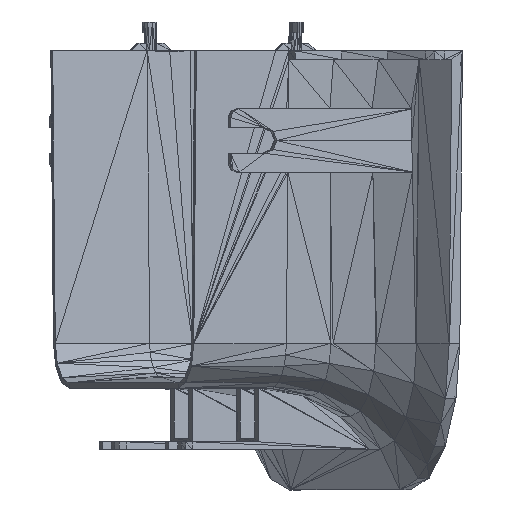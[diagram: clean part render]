
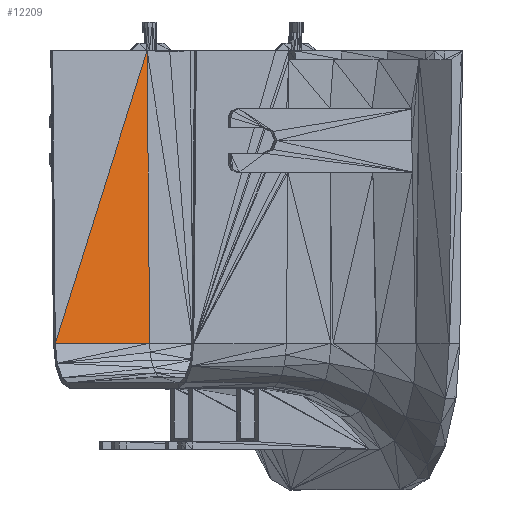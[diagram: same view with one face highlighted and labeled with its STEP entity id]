
A CAD part, left-side view. The second image highlights one B-rep face of the part: STEP entity #12209.
In plain terms, the highlighted planar face has unit normal (-0.957, -0.289, 0.026).
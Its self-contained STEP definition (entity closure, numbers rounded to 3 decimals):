
#11463 = VERTEX_POINT('',#11464);
#11464 = CARTESIAN_POINT('',(-1335.587,-5288.068,
    -68.149));
#11478 = PLANE('',#11479);
#11479 = AXIS2_PLACEMENT_3D('',#11480,#11481,#11482);
#11480 = CARTESIAN_POINT('',(-1332.344,-5300.381,
    -69.692));
#11481 = DIRECTION('',(-0.919,-0.277,0.28));
#11482 = DIRECTION('',(-0.291,0.,-0.957));
#11678 = PLANE('',#11679);
#11679 = AXIS2_PLACEMENT_3D('',#11680,#11681,#11682);
#11680 = CARTESIAN_POINT('',(-1332.078,-5295.461,
    -20.689));
#11681 = DIRECTION('',(-0.957,-0.289,0.026)
  );
#11682 = DIRECTION('',(0.289,-0.957,0.));
#12107 = EDGE_CURVE('',#11463,#12108,#12110,.T.);
#12108 = VERTEX_POINT('',#12109);
#12109 = CARTESIAN_POINT('',(-1325.464,-5314.181,
    15.05));
#12110 = SURFACE_CURVE('',#12111,(#12115,#12122),.PCURVE_S1.);
#12111 = LINE('',#12112,#12113);
#12112 = CARTESIAN_POINT('',(-1335.587,-5288.068,
    -68.149));
#12113 = VECTOR('',#12114,1.);
#12114 = DIRECTION('',(0.115,-0.297,0.948));
#12115 = PCURVE('',#11678,#12116);
#12116 = DEFINITIONAL_REPRESENTATION('',(#12117),#12121);
#12117 = LINE('',#12118,#12119);
#12118 = CARTESIAN_POINT('',(-8.091,-47.475));
#12119 = VECTOR('',#12120,1.);
#12120 = DIRECTION('',(0.318,0.948));
#12121 = ( GEOMETRIC_REPRESENTATION_CONTEXT(2) 
PARAMETRIC_REPRESENTATION_CONTEXT() REPRESENTATION_CONTEXT('2D SPACE',''
  ) );
#12122 = PCURVE('',#12123,#12128);
#12123 = PLANE('',#12124);
#12124 = AXIS2_PLACEMENT_3D('',#12125,#12126,#12127);
#12125 = CARTESIAN_POINT('',(-1328.973,-5306.787,
    -32.4));
#12126 = DIRECTION('',(-0.957,-0.289,
    0.026));
#12127 = DIRECTION('',(0.289,-0.957,
    0.));
#12128 = DEFINITIONAL_REPRESENTATION('',(#12129),#12133);
#12129 = LINE('',#12130,#12131);
#12130 = CARTESIAN_POINT('',(-19.831,-35.76));
#12131 = VECTOR('',#12132,1.);
#12132 = DIRECTION('',(0.318,0.948));
#12133 = ( GEOMETRIC_REPRESENTATION_CONTEXT(2) 
PARAMETRIC_REPRESENTATION_CONTEXT() REPRESENTATION_CONTEXT('2D SPACE',''
  ) );
#12161 = VERTEX_POINT('',#12162);
#12162 = CARTESIAN_POINT('',(-1327.48,-5314.915,
    -68.108));
#12188 = EDGE_CURVE('',#12161,#11463,#12189,.T.);
#12189 = SURFACE_CURVE('',#12190,(#12194,#12201),.PCURVE_S1.);
#12190 = LINE('',#12191,#12192);
#12191 = CARTESIAN_POINT('',(-1327.48,-5314.915,
    -68.108));
#12192 = VECTOR('',#12193,1.);
#12193 = DIRECTION('',(-0.289,0.957,
    -0.001));
#12194 = PCURVE('',#11478,#12195);
#12195 = DEFINITIONAL_REPRESENTATION('',(#12196),#12200);
#12196 = LINE('',#12197,#12198);
#12197 = CARTESIAN_POINT('',(-2.93,15.127));
#12198 = VECTOR('',#12199,1.);
#12199 = DIRECTION('',(0.085,-0.996));
#12200 = ( GEOMETRIC_REPRESENTATION_CONTEXT(2) 
PARAMETRIC_REPRESENTATION_CONTEXT() REPRESENTATION_CONTEXT('2D SPACE',''
  ) );
#12201 = PCURVE('',#12123,#12202);
#12202 = DEFINITIONAL_REPRESENTATION('',(#12203),#12207);
#12203 = LINE('',#12204,#12205);
#12204 = CARTESIAN_POINT('',(8.212,-35.72));
#12205 = VECTOR('',#12206,1.);
#12206 = DIRECTION('',(-1.,-0.001));
#12207 = ( GEOMETRIC_REPRESENTATION_CONTEXT(2) 
PARAMETRIC_REPRESENTATION_CONTEXT() REPRESENTATION_CONTEXT('2D SPACE',''
  ) );
#12209 = ADVANCED_FACE('',(#12210),#12123,.T.);
#12210 = FACE_BOUND('',#12211,.T.);
#12211 = EDGE_LOOP('',(#12212,#12213,#12239));
#12212 = ORIENTED_EDGE('',*,*,#12188,.F.);
#12213 = ORIENTED_EDGE('',*,*,#12214,.T.);
#12214 = EDGE_CURVE('',#12161,#12108,#12215,.T.);
#12215 = SURFACE_CURVE('',#12216,(#12220,#12227),.PCURVE_S1.);
#12216 = LINE('',#12217,#12218);
#12217 = CARTESIAN_POINT('',(-1327.48,-5314.915,
    -68.108));
#12218 = VECTOR('',#12219,1.);
#12219 = DIRECTION('',(0.024,0.009,
    1.));
#12220 = PCURVE('',#12123,#12221);
#12221 = DEFINITIONAL_REPRESENTATION('',(#12222),#12226);
#12222 = LINE('',#12223,#12224);
#12223 = CARTESIAN_POINT('',(8.212,-35.72));
#12224 = VECTOR('',#12225,1.);
#12225 = DIRECTION('',(-0.001,1.));
#12226 = ( GEOMETRIC_REPRESENTATION_CONTEXT(2) 
PARAMETRIC_REPRESENTATION_CONTEXT() REPRESENTATION_CONTEXT('2D SPACE',''
  ) );
#12227 = PCURVE('',#12228,#12233);
#12228 = PLANE('',#12229);
#12229 = AXIS2_PLACEMENT_3D('',#12230,#12231,#12232);
#12230 = CARTESIAN_POINT('',(-1324.677,-5317.915,
    -29.794));
#12231 = DIRECTION('',(-0.872,-0.49,
    0.025));
#12232 = DIRECTION('',(0.49,-0.872,0.));
#12233 = DEFINITIONAL_REPRESENTATION('',(#12234),#12238);
#12234 = LINE('',#12235,#12236);
#12235 = CARTESIAN_POINT('',(-3.988,-38.327));
#12236 = VECTOR('',#12237,1.);
#12237 = DIRECTION('',(0.004,1.));
#12238 = ( GEOMETRIC_REPRESENTATION_CONTEXT(2) 
PARAMETRIC_REPRESENTATION_CONTEXT() REPRESENTATION_CONTEXT('2D SPACE',''
  ) );
#12239 = ORIENTED_EDGE('',*,*,#12107,.F.);
